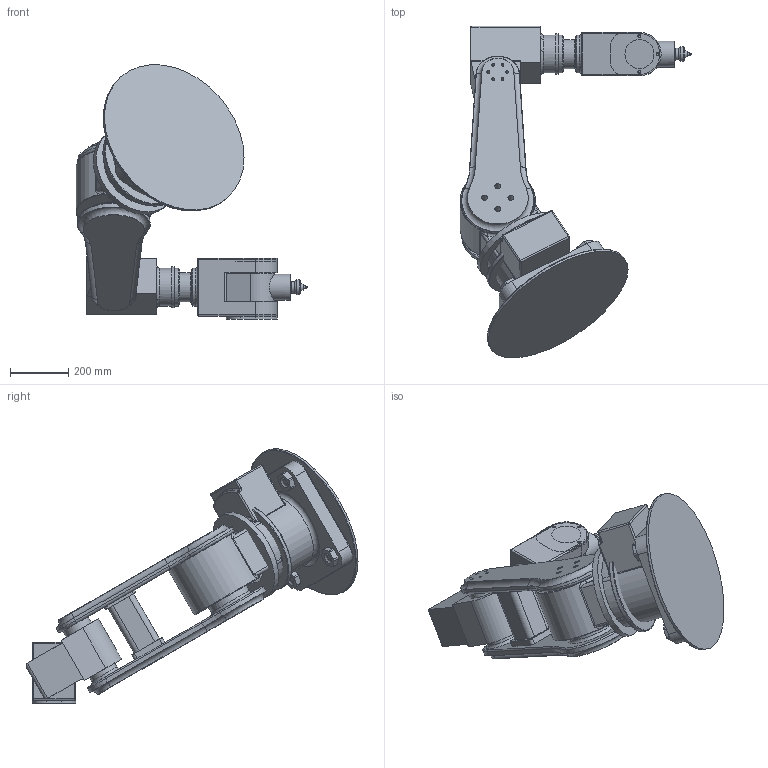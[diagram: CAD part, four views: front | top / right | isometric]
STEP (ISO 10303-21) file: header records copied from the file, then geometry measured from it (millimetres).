
FILE_DESCRIPTION(/* description */ (''),/* implementation_level */ '2;1');
FILE_NAME(/* name */ 'Robotic Arm.step',/* time_stamp */ '2021-10-04T17:21:52+06:00',/* author */ (''),/* organization */ (''),/* preprocessor_version */ 'ST-DEVELOPER v18.1',/* originating_system */ 'Autodesk Translation Framework v10.10.0.1391',/* authorisation */ '');
FILE_SCHEMA (('AUTOMOTIVE_DESIGN { 1 0 10303 214 3 1 1 }'));
Length unit declared in the file: millimetre
Products named in the file (10): (Unsaved); Component1; Component2; Component3; Component4; Component5; Component6; Component7; Component8; Component9
Assembly tree (9 placements, depth 2):
  (Unsaved)
    Component1
    Component2
    Component3
    Component4
    Component5
    Component6
    Component7
    Component8
    Component9
Bounding box: 798.27 x 1142.65 x 875.61 mm (x, y, z)
Volume: 67290138.5 mm3; surface area: 3378985.8 mm2
Topology: 9 solids, 9 shells, 419 faces, 956 edges, 590 vertices
Faces by surface type: cylinder 182, plane 149, torus 51, bspline 20, sphere 10, cone 7
Full cylindrical faces by diameter (mm): 10 x29, 20 x8, 40 x1, 90 x1, 100 x8, 130 x3, 140 x1, 150 x2, 200 x2, 260 x1, 320 x2, 555 x1
Entity records: 17086 total; most frequent: CARTESIAN_POINT 7046, DIRECTION 2209, ORIENTED_EDGE 1894, EDGE_CURVE 947, AXIS2_PLACEMENT_3D 889, VERTEX_POINT 590, EDGE_LOOP 517, CIRCLE 465
